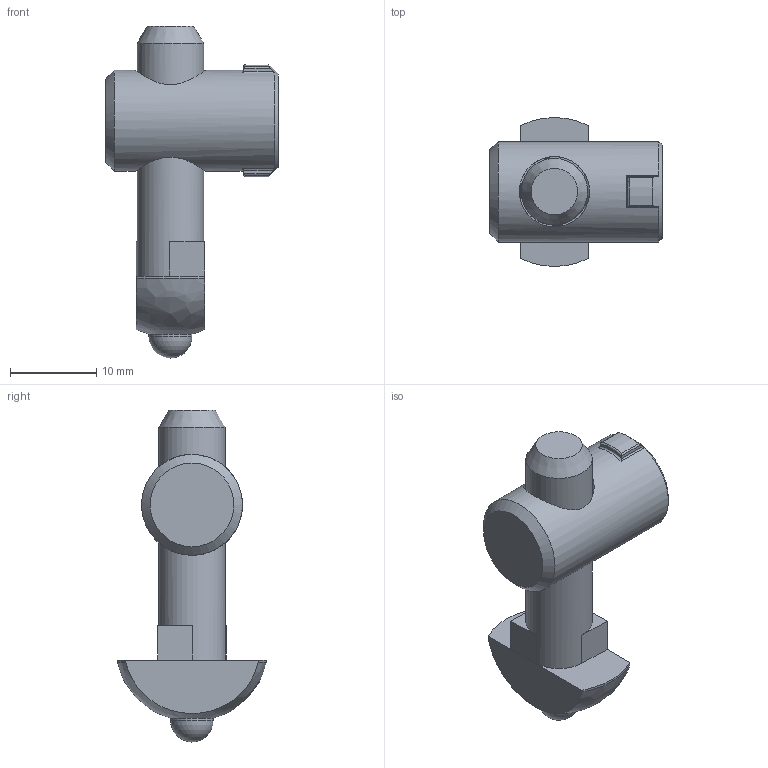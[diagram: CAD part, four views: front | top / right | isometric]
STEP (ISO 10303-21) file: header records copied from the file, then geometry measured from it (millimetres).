
FILE_DESCRIPTION(/* description */ (''),/* implementation_level */ '2;1');
FILE_NAME(/* name */ '13044_KriTec_Zentralverbinder_8_EQ_einschwenkbar_90°.stp',/* time_stamp */ '2014-06-03T10:35:33+02:00',/* author */ ('kostic'),/* organization */ (''),/* preprocessor_version */ 'ST-DEVELOPER v15.2',/* originating_system */ 'Autodesk Inventor 2014',/* authorisation */ '');
FILE_SCHEMA (('AUTOMOTIVE_DESIGN { 1 0 10303 214 3 1 1 }'));
Length unit declared in the file: millimetre
Products named in the file (4): Kopf Zentralverbinder einschwenkbar; Querriegel_Zentralverbinder_8; DIN 914 - M8 x 10; 13044_KriTec_Zentralverbinder_8_EQ_einschwenkbar_90°
Bounding box: 20 x 17.27 x 38.5 mm (x, y, z)
Volume: 3640.8 mm3; surface area: 2733.6 mm2
Topology: 3 solids, 3 shells, 59 faces, 155 edges, 100 vertices
Faces by surface type: plane 27, cylinder 18, cone 8, torus 4, bspline 1, sphere 1
Full cylindrical faces by diameter (mm): 5 x1, 6.647 x1, 7.7 x1, 8 x1, 8.15 x1, 11.7 x1
Entity records: 2085 total; most frequent: CARTESIAN_POINT 744, ORIENTED_EDGE 260, DIRECTION 250, EDGE_CURVE 130, AXIS2_PLACEMENT_3D 98, VERTEX_POINT 91, EDGE_LOOP 77, ADVANCED_FACE 59
